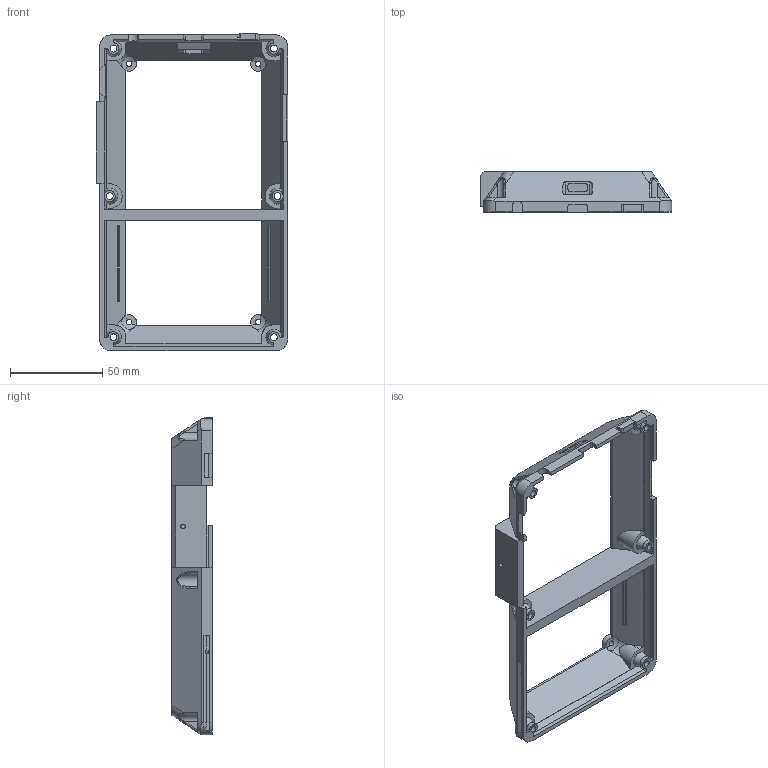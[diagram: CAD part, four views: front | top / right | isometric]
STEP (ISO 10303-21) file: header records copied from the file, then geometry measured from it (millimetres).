
FILE_DESCRIPTION(/* description */ ('Unknown'),/* implementation_level */ '2;1');
FILE_NAME(/* name */ 'Custom_back_v.4_model_D',/* time_stamp */ '2025-06-28T16:30:38-07:00',/* author */ ('Unknown'),/* organization */ ('Unknown'),/* preprocessor_version */ 'ST-DEVELOPER v19.4',/* originating_system */ 'Solid Edge',/* authorisation */ 'Unknown');
FILE_SCHEMA (('AUTOMOTIVE_DESIGN {1 0 10303 214 3 1 1}'));
Length unit declared in the file: millimetre
Products named in the file (1): Custom_back_v.4_model_D
Bounding box: 103.7 x 21.75 x 172.38 mm (x, y, z)
Volume: 54989.5 mm3; surface area: 34537.2 mm2
Topology: 1 solids, 1 shells, 327 faces, 919 edges, 604 vertices
Faces by surface type: plane 164, cylinder 121, bspline 34, cone 8
Full cylindrical faces by diameter (mm): 2.35 x1, 2.98 x3, 3 x4, 3.7 x6, 6 x8
Entity records: 11301 total; most frequent: CARTESIAN_POINT 3093, ORIENTED_EDGE 1762, DIRECTION 1611, EDGE_CURVE 881, VERTEX_POINT 590, AXIS2_PLACEMENT_3D 560, LINE 491, VECTOR 491
